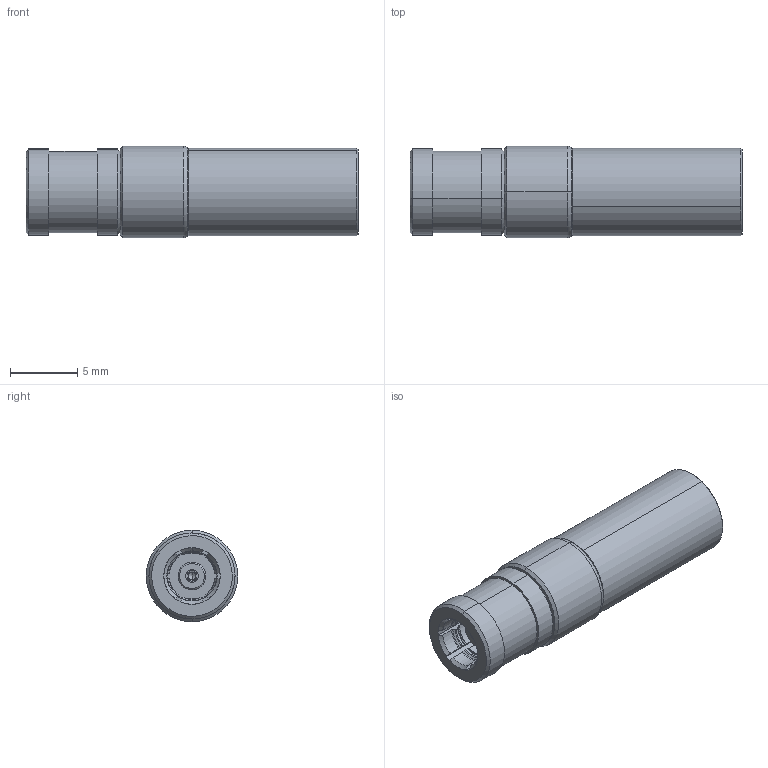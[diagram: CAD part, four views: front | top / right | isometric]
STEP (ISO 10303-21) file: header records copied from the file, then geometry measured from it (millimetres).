
FILE_DESCRIPTION (( 'STEP AP214' ), '1' );
FILE_NAME ('ÑÖÍÊ.434531.038ÑÁ_Ðîçåòêà+äëÿ ïîòðåáèòåëÿ.STEP', '2018-11-30T09:39:27', ( 'User' ), ( '' ), 'SwSTEP 2.0', 'SolidWorks 2016', '' );
FILE_SCHEMA (( 'AUTOMOTIVE_DESIGN' ));
Length unit declared in the file: millimetre
Products named in the file (1): ÑÖÍÊ.434531.038ÑÁ_Ðîçåòêà+äëÿ ïîòðåáèòåëÿ
Bounding box: 24.68 x 6.8 x 6.8 mm (x, y, z)
Volume: 532.2 mm3; surface area: 1101.3 mm2
Topology: 1 solids, 1 shells, 159 faces, 409 edges, 260 vertices
Faces by surface type: cone 45, cylinder 42, plane 37, torus 35
Entity records: 6945 total; most frequent: CARTESIAN_POINT 1343, DIRECTION 825, ORIENTED_EDGE 814, EDGE_CURVE 407, AXIS2_PLACEMENT_3D 346, VERTEX_POINT 260, CIRCLE 186, EDGE_LOOP 169
